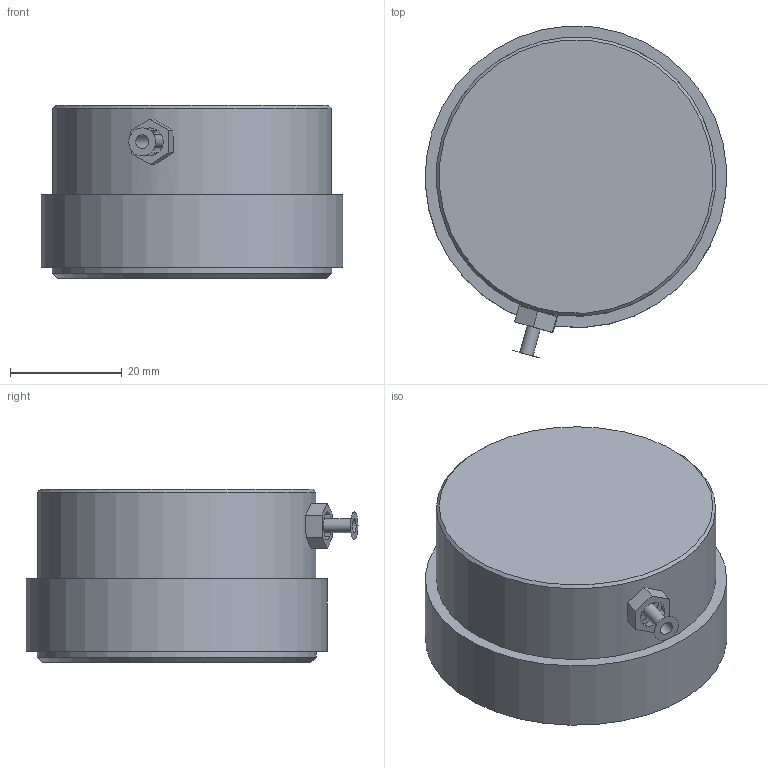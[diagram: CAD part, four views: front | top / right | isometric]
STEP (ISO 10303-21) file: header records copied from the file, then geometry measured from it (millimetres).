
FILE_DESCRIPTION(/* description */ (''),/* implementation_level */ '2;1');
FILE_NAME(/* name */ '25051 BAS.stp',/* time_stamp */ '2019-08-05T14:26:52+02:00',/* author */ ('marc'),/* organization */ (''),/* preprocessor_version */ 'ST-DEVELOPER v17.2',/* originating_system */ 'Autodesk Inventor 2019',/* authorisation */ '');
FILE_SCHEMA (('AUTOMOTIVE_DESIGN { 1 0 10303 214 3 1 1 }'));
Length unit declared in the file: millimetre
Products named in the file (6): 25051 BAS; 25051; 25052-2; 25052-4; ISO 355 - 2FB  - 15 x 42 x 14.25; 25040V-HAUT5
Assembly tree (5 placements, depth 2):
  25051 BAS
    25051
    25052-2
    25052-4
    ISO 355 - 2FB  - 15 x 42 x 14.25
    25040V-HAUT5
Bounding box: 53.94 x 59.42 x 31 mm (x, y, z)
Volume: 55514.1 mm3; surface area: 27794.9 mm2
Topology: 5 solids, 6 shells, 103 faces, 271 edges, 172 vertices
Faces by surface type: cone 42, plane 38, cylinder 16, torus 5, bspline 2
Full cylindrical faces by diameter (mm): 2.459 x1, 4.134 x1, 6 x1, 11.9 x1, 15 x1, 22.446 x1, 24.736 x1, 35 x1, 40 x1, 42 x1, 44 x1, 50 x4, 54 x1
Entity records: 6389 total; most frequent: CARTESIAN_POINT 3624, DIRECTION 575, ORIENTED_EDGE 510, EDGE_CURVE 255, AXIS2_PLACEMENT_3D 248, VERTEX_POINT 159, CIRCLE 129, EDGE_LOOP 120
